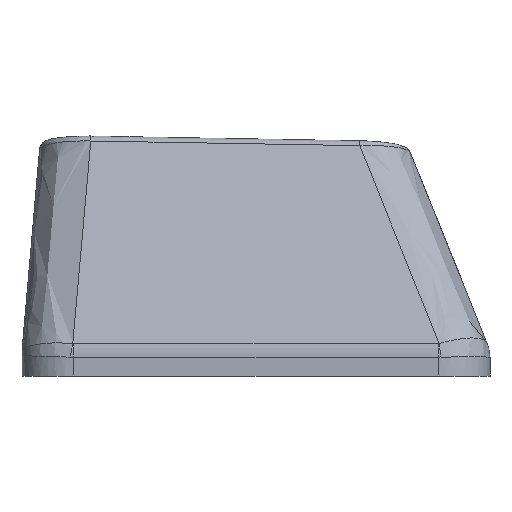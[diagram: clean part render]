
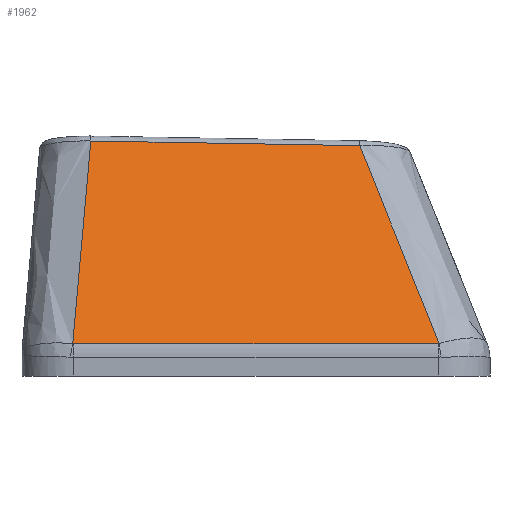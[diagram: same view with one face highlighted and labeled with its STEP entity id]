
A CAD part, left-side view. The second image highlights one B-rep face of the part: STEP entity #1962.
In plain terms, the highlighted free-form (B-spline) face has degree [3, 3] with [4, 4] control points.
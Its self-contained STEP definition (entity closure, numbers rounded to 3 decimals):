
#98=B_SPLINE_SURFACE_WITH_KNOTS('',3,3,((#4071,#4072,#4073,#4074),(#4075,
#4076,#4077,#4078),(#4079,#4080,#4081,#4082),(#4083,#4084,#4085,#4086)),
 .UNSPECIFIED.,.F.,.F.,.F.,(4,4),(4,4),(0.104,0.892),
(0.028,0.97),.UNSPECIFIED.);
#174=FACE_OUTER_BOUND('',#270,.T.);
#270=EDGE_LOOP('',(#1606,#1607,#1608,#1609,#1610,#1611));
#464=B_SPLINE_CURVE_WITH_KNOTS('',3,(#3773,#3774,#3775,#3776),
 .UNSPECIFIED.,.F.,.F.,(4,4),(0.,0.003),
 .UNSPECIFIED.);
#466=B_SPLINE_CURVE_WITH_KNOTS('',3,(#3800,#3801,#3802,#3803),
 .UNSPECIFIED.,.F.,.F.,(4,4),(0.,1.416),.UNSPECIFIED.);
#468=B_SPLINE_CURVE_WITH_KNOTS('',3,(#3827,#3828,#3829,#3830),
 .UNSPECIFIED.,.F.,.F.,(4,4),(0.,0.003),
 .UNSPECIFIED.);
#483=B_SPLINE_CURVE_WITH_KNOTS('',3,(#4088,#4089,#4090,#4091),
 .UNSPECIFIED.,.F.,.F.,(4,4),(0.027,0.904),
 .UNSPECIFIED.);
#484=B_SPLINE_CURVE_WITH_KNOTS('',3,(#4093,#4094,#4095,#4096),
 .UNSPECIFIED.,.F.,.F.,(4,4),(-1.044,0.),
 .UNSPECIFIED.);
#485=B_SPLINE_CURVE_WITH_KNOTS('',3,(#4097,#4098,#4099,#4100),
 .UNSPECIFIED.,.F.,.F.,(4,4),(-0.867,-0.025),
 .UNSPECIFIED.);
#838=VERTEX_POINT('',#3735);
#840=VERTEX_POINT('',#3766);
#842=VERTEX_POINT('',#3793);
#844=VERTEX_POINT('',#3820);
#860=VERTEX_POINT('',#4087);
#861=VERTEX_POINT('',#4092);
#1102=EDGE_CURVE('',#838,#840,#464,.T.);
#1105=EDGE_CURVE('',#840,#842,#466,.T.);
#1108=EDGE_CURVE('',#842,#844,#468,.T.);
#1132=EDGE_CURVE('',#860,#838,#483,.T.);
#1133=EDGE_CURVE('',#861,#860,#484,.T.);
#1134=EDGE_CURVE('',#844,#861,#485,.T.);
#1606=ORIENTED_EDGE('',*,*,#1108,.F.);
#1607=ORIENTED_EDGE('',*,*,#1105,.F.);
#1608=ORIENTED_EDGE('',*,*,#1102,.F.);
#1609=ORIENTED_EDGE('',*,*,#1132,.F.);
#1610=ORIENTED_EDGE('',*,*,#1133,.F.);
#1611=ORIENTED_EDGE('',*,*,#1134,.F.);
#1962=ADVANCED_FACE('',(#174),#98,.T.);
#3735=CARTESIAN_POINT('',(-8.981,-7.107,0.26));
#3766=CARTESIAN_POINT('',(-8.982,-7.081,0.258));
#3773=CARTESIAN_POINT('Ctrl Pts',(-8.981,-7.107,0.26));
#3774=CARTESIAN_POINT('Ctrl Pts',(-8.982,-7.098,0.259));
#3775=CARTESIAN_POINT('Ctrl Pts',(-8.982,-7.089,0.258));
#3776=CARTESIAN_POINT('Ctrl Pts',(-8.982,-7.081,0.258));
#3793=CARTESIAN_POINT('',(-8.986,7.08,0.253));
#3800=CARTESIAN_POINT('Ctrl Pts',(-8.982,-7.081,0.258));
#3801=CARTESIAN_POINT('Ctrl Pts',(-8.984,-2.36,0.256));
#3802=CARTESIAN_POINT('Ctrl Pts',(-8.985,2.36,0.255));
#3803=CARTESIAN_POINT('Ctrl Pts',(-8.986,7.08,0.253));
#3820=CARTESIAN_POINT('',(-8.985,7.111,0.256));
#3827=CARTESIAN_POINT('Ctrl Pts',(-8.986,7.08,0.253));
#3828=CARTESIAN_POINT('Ctrl Pts',(-8.986,7.091,0.253));
#3829=CARTESIAN_POINT('Ctrl Pts',(-8.986,7.101,0.254));
#3830=CARTESIAN_POINT('Ctrl Pts',(-8.985,7.111,0.256));
#4071=CARTESIAN_POINT('Ctrl Pts',(-6.056,-4.415,7.937));
#4072=CARTESIAN_POINT('Ctrl Pts',(-7.033,-5.314,5.374));
#4073=CARTESIAN_POINT('Ctrl Pts',(-8.01,-6.213,2.811));
#4074=CARTESIAN_POINT('Ctrl Pts',(-8.986,-7.111,0.247));
#4075=CARTESIAN_POINT('Ctrl Pts',(-6.056,-0.667,8.));
#4076=CARTESIAN_POINT('Ctrl Pts',(-7.033,-1.235,5.417));
#4077=CARTESIAN_POINT('Ctrl Pts',(-8.01,-1.803,2.833));
#4078=CARTESIAN_POINT('Ctrl Pts',(-8.986,-2.37,0.249));
#4079=CARTESIAN_POINT('Ctrl Pts',(-6.056,3.08,8.063));
#4080=CARTESIAN_POINT('Ctrl Pts',(-7.033,2.844,5.459));
#4081=CARTESIAN_POINT('Ctrl Pts',(-8.01,2.607,2.855));
#4082=CARTESIAN_POINT('Ctrl Pts',(-8.986,2.37,0.251));
#4083=CARTESIAN_POINT('Ctrl Pts',(-6.056,6.828,8.126));
#4084=CARTESIAN_POINT('Ctrl Pts',(-7.033,6.923,5.502));
#4085=CARTESIAN_POINT('Ctrl Pts',(-8.01,7.017,2.878));
#4086=CARTESIAN_POINT('Ctrl Pts',(-8.986,7.111,0.253));
#4087=CARTESIAN_POINT('',(-6.058,-4.026,7.94));
#4088=CARTESIAN_POINT('Ctrl Pts',(-6.058,-4.026,7.94));
#4089=CARTESIAN_POINT('Ctrl Pts',(-7.031,-5.052,5.38));
#4090=CARTESIAN_POINT('Ctrl Pts',(-8.006,-6.079,2.82));
#4091=CARTESIAN_POINT('Ctrl Pts',(-8.981,-7.107,0.26));
#4092=CARTESIAN_POINT('',(-6.056,6.412,8.119));
#4093=CARTESIAN_POINT('Ctrl Pts',(-6.056,6.412,8.119));
#4094=CARTESIAN_POINT('Ctrl Pts',(-6.057,2.933,8.06));
#4095=CARTESIAN_POINT('Ctrl Pts',(-6.057,-0.547,8.));
#4096=CARTESIAN_POINT('Ctrl Pts',(-6.058,-4.026,7.94));
#4097=CARTESIAN_POINT('Ctrl Pts',(-8.985,7.111,0.256));
#4098=CARTESIAN_POINT('Ctrl Pts',(-8.01,6.879,2.877));
#4099=CARTESIAN_POINT('Ctrl Pts',(-7.034,6.646,5.498));
#4100=CARTESIAN_POINT('Ctrl Pts',(-6.056,6.412,8.119));
